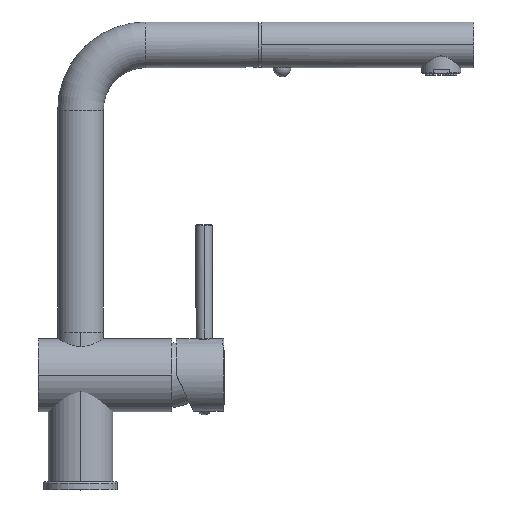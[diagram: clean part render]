
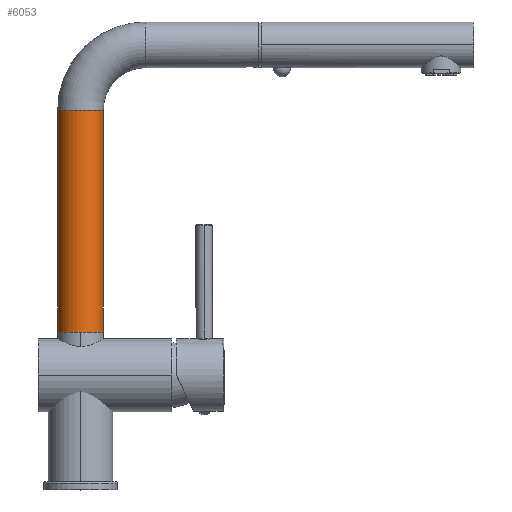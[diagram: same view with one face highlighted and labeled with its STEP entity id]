
A CAD part, top view. The second image highlights one B-rep face of the part: STEP entity #6053.
In plain terms, the highlighted cylindrical face has radius 14 mm (diameter 28 mm), a partial arc.
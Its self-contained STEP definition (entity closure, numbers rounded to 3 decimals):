
#5813=DIRECTION('',(0.,1.,0.));
#5814=VECTOR('',#5813,136.);
#5815=CARTESIAN_POINT('',(14.,26.35,0.));
#5816=LINE('',#5815,#5814);
#5817=CARTESIAN_POINT('',(0.,26.35,0.));
#5818=DIRECTION('',(0.,-1.,0.));
#5819=DIRECTION('',(1.,0.,0.));
#5820=AXIS2_PLACEMENT_3D('',#5817,#5818,#5819);
#5822=DIRECTION('',(0.,1.,0.));
#5823=VECTOR('',#5822,136.);
#5824=CARTESIAN_POINT('',(-14.,26.35,0.));
#5825=LINE('',#5824,#5823);
#5826=CARTESIAN_POINT('',(0.,162.35,0.));
#5827=DIRECTION('',(0.,1.,0.));
#5828=DIRECTION('',(-1.,0.,0.));
#5829=AXIS2_PLACEMENT_3D('',#5826,#5827,#5828);
#5973=CARTESIAN_POINT('',(14.,26.35,0.));
#5974=CARTESIAN_POINT('',(-14.,26.35,0.));
#5975=VERTEX_POINT('',#5973);
#5976=VERTEX_POINT('',#5974);
#5977=CARTESIAN_POINT('',(14.,162.35,0.));
#5978=CARTESIAN_POINT('',(-14.,162.35,0.));
#5979=VERTEX_POINT('',#5977);
#5980=VERTEX_POINT('',#5978);
#6040=CARTESIAN_POINT('',(0.,26.35,0.));
#6041=DIRECTION('',(0.,1.,0.));
#6042=DIRECTION('',(1.,0.,0.));
#6043=AXIS2_PLACEMENT_3D('',#6040,#6041,#6042);
#6044=CYLINDRICAL_SURFACE('',#6043,14.);
#6046=ORIENTED_EDGE('',*,*,#6045,.T.);
#6047=ORIENTED_EDGE('',*,*,#6028,.T.);
#6049=ORIENTED_EDGE('',*,*,#6048,.T.);
#6050=ORIENTED_EDGE('',*,*,#6024,.F.);
#6051=EDGE_LOOP('',(#6046,#6047,#6049,#6050));
#6052=FACE_OUTER_BOUND('',#6051,.F.);
#6053=ADVANCED_FACE('',(#6052),#6044,.T.);
#5821=CIRCLE('',#5820,14.);
#5830=CIRCLE('',#5829,14.);
#6024=EDGE_CURVE('',#5975,#5979,#5816,.T.);
#6028=EDGE_CURVE('',#5976,#5980,#5825,.T.);
#6045=EDGE_CURVE('',#5975,#5976,#5821,.T.);
#6048=EDGE_CURVE('',#5980,#5979,#5830,.T.);
